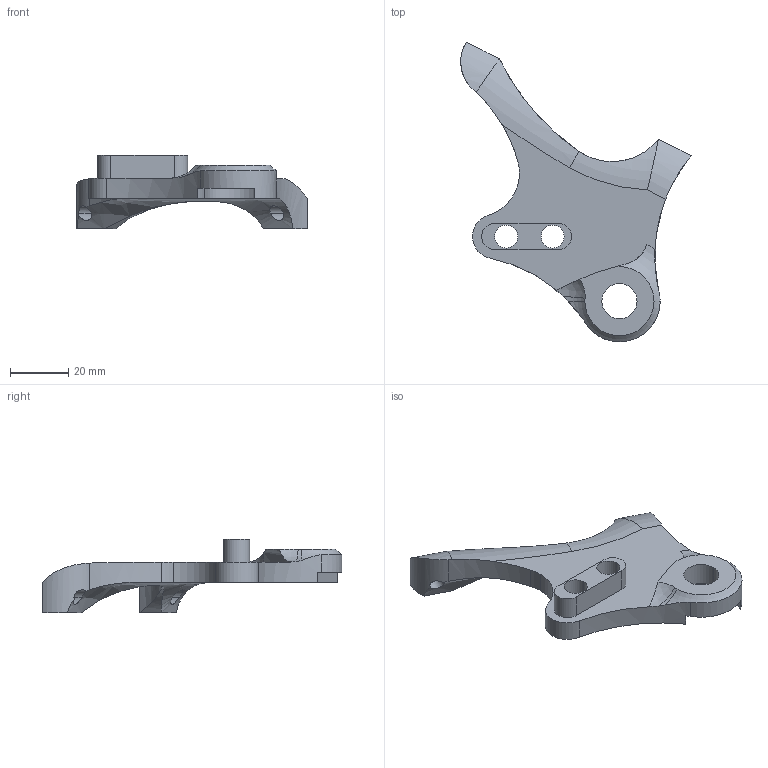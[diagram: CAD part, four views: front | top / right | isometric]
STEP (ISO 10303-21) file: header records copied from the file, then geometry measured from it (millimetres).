
FILE_DESCRIPTION (( 'STEP AP214' ), '1' );
FILE_NAME ('DR4027.STEP', '2025-06-30T18:49:35', ( '' ), ( '' ), 'SwSTEP 2.0', 'SolidWorks 2023', '' );
FILE_SCHEMA (( 'AUTOMOTIVE_DESIGN' ));
Length unit declared in the file: inch
Products named in the file (1): DR4027
Bounding box: 79.49 x 103.28 x 25.4 mm (x, y, z)
Volume: 28075.6 mm3; surface area: 11883.2 mm2
Topology: 1 solids, 1 shells, 53 faces, 149 edges, 98 vertices
Faces by surface type: cylinder 30, plane 14, torus 5, bspline 3, sphere 1
Entity records: 2134 total; most frequent: CARTESIAN_POINT 735, ORIENTED_EDGE 298, DIRECTION 278, EDGE_CURVE 149, AXIS2_PLACEMENT_3D 111, VERTEX_POINT 98, EDGE_LOOP 63, CIRCLE 60
